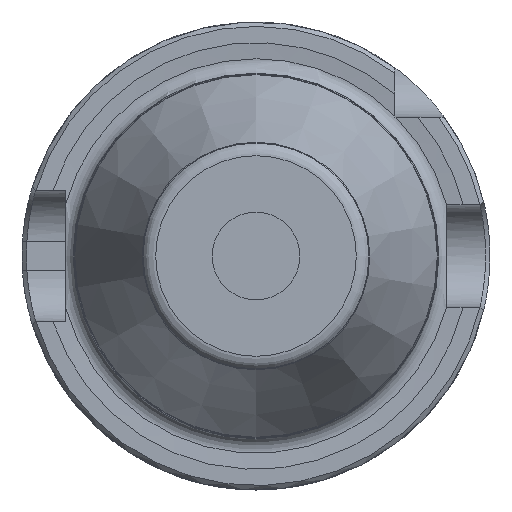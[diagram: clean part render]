
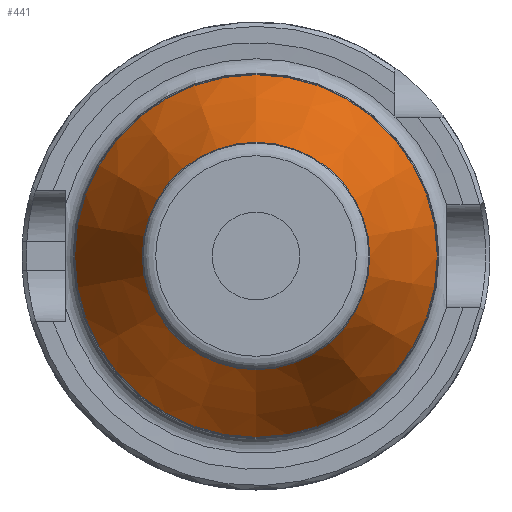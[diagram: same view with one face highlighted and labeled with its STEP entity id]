
A CAD part, left-side view. The second image highlights one B-rep face of the part: STEP entity #441.
In plain terms, the highlighted conical face has half-angle 25 degrees and reference radius 12.398 mm.
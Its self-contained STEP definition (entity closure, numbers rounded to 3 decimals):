
#92=CONICAL_SURFACE('',#1700,12.398,25.);
#343=FACE_BOUND('',#655,.T.);
#344=FACE_BOUND('',#656,.T.);
#441=ADVANCED_FACE('',(#343,#344),#92,.T.);
#655=EDGE_LOOP('',(#1091));
#656=EDGE_LOOP('',(#1092));
#1091=ORIENTED_EDGE('',*,*,#1471,.T.);
#1092=ORIENTED_EDGE('',*,*,#1470,.F.);
#1252=VERTEX_POINT('',#3202);
#1253=VERTEX_POINT('',#3205);
#1470=EDGE_CURVE('',#1252,#1252,#1538,.T.);
#1471=EDGE_CURVE('',#1253,#1253,#1539,.T.);
#1538=CIRCLE('',#1697,12.398);
#1539=CIRCLE('',#1699,7.78);
#1697=AXIS2_PLACEMENT_3D('',#3201,#2064,#2065);
#1699=AXIS2_PLACEMENT_3D('',#3204,#2068,#2069);
#1700=AXIS2_PLACEMENT_3D('',#3206,#2070,#2071);
#2064=DIRECTION('',(1.,0.,0.));
#2065=DIRECTION('',(0.,0.,1.));
#2068=DIRECTION('',(1.,0.,0.));
#2069=DIRECTION('',(0.,0.,1.));
#2070=DIRECTION('',(1.,0.,0.));
#2071=DIRECTION('',(0.,0.,-1.));
#3201=CARTESIAN_POINT('',(10.505,0.,0.));
#3202=CARTESIAN_POINT('',(10.505,0.,12.398));
#3204=CARTESIAN_POINT('',(0.6,0.,0.));
#3205=CARTESIAN_POINT('',(0.6,0.,7.78));
#3206=CARTESIAN_POINT('',(10.505,0.,0.));
